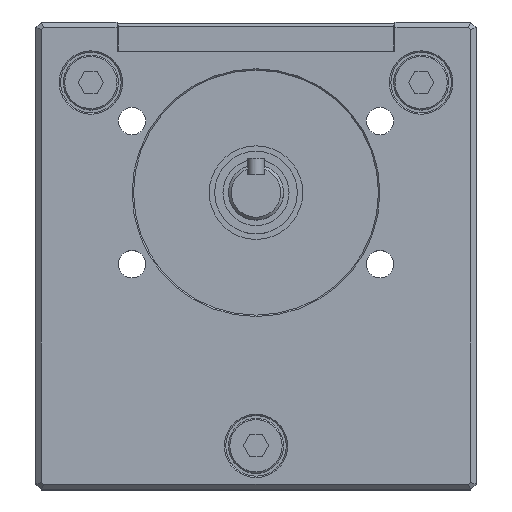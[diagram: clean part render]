
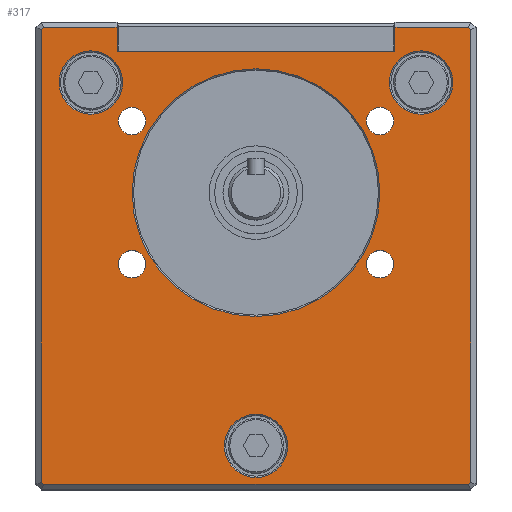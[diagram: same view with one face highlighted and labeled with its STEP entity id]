
A CAD part, top view. The second image highlights one B-rep face of the part: STEP entity #317.
In plain terms, the highlighted planar face has unit normal (0, 0, 1).
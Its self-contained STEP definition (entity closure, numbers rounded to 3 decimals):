
#317 = ADVANCED_FACE( 'NONE', ( #689, #690, #691, #692, #693, #694, #695, #696, #697 ), #698, .F. );
#689 = FACE_OUTER_BOUND( '', #1096, .T. );
#690 = FACE_BOUND( '', #1097, .T. );
#691 = FACE_BOUND( '', #1098, .T. );
#692 = FACE_BOUND( '', #1099, .T. );
#693 = FACE_BOUND( '', #1100, .T. );
#694 = FACE_BOUND( '', #1101, .T. );
#695 = FACE_BOUND( '', #1102, .T. );
#696 = FACE_BOUND( '', #1103, .T. );
#697 = FACE_BOUND( '', #1104, .T. );
#698 = PLANE( '', #1105 );
#1096 = EDGE_LOOP( '', ( #1905, #1906, #1907, #1908, #1909, #1910, #1911, #1912, #1913, #1914, #1915, #1916 ) );
#1097 = EDGE_LOOP( '', ( #1917 ) );
#1098 = EDGE_LOOP( '', ( #1918 ) );
#1099 = EDGE_LOOP( '', ( #1919 ) );
#1100 = EDGE_LOOP( '', ( #1920 ) );
#1101 = EDGE_LOOP( '', ( #1921 ) );
#1102 = EDGE_LOOP( '', ( #1922 ) );
#1103 = EDGE_LOOP( '', ( #1923 ) );
#1104 = EDGE_LOOP( '', ( #1924 ) );
#1105 = AXIS2_PLACEMENT_3D( '', #1925, #1926, #1927 );
#1905 = ORIENTED_EDGE( '', *, *, #2253, .F. );
#1906 = ORIENTED_EDGE( '', *, *, #2224, .T. );
#1907 = ORIENTED_EDGE( '', *, *, #2371, .T. );
#1908 = ORIENTED_EDGE( '', *, *, #2264, .T. );
#1909 = ORIENTED_EDGE( '', *, *, #2422, .T. );
#1910 = ORIENTED_EDGE( '', *, *, #2423, .T. );
#1911 = ORIENTED_EDGE( '', *, *, #2375, .T. );
#1912 = ORIENTED_EDGE( '', *, *, #2353, .T. );
#1913 = ORIENTED_EDGE( '', *, *, #2396, .T. );
#1914 = ORIENTED_EDGE( '', *, *, #2231, .T. );
#1915 = ORIENTED_EDGE( '', *, *, #2145, .T. );
#1916 = ORIENTED_EDGE( '', *, *, #2281, .F. );
#1917 = ORIENTED_EDGE( '', *, *, #2367, .T. );
#1918 = ORIENTED_EDGE( '', *, *, #2424, .T. );
#1919 = ORIENTED_EDGE( '', *, *, #2425, .T. );
#1920 = ORIENTED_EDGE( '', *, *, #2318, .T. );
#1921 = ORIENTED_EDGE( '', *, *, #2426, .F. );
#1922 = ORIENTED_EDGE( '', *, *, #2325, .F. );
#1923 = ORIENTED_EDGE( '', *, *, #2381, .F. );
#1924 = ORIENTED_EDGE( '', *, *, #2427, .F. );
#1925 = CARTESIAN_POINT( '', ( 0., 84., 12. ) );
#1926 = DIRECTION( '', ( 0., 0., -1. ) );
#1927 = DIRECTION( '', ( 0., -1., 0. ) );
#2145 = EDGE_CURVE( 'NONE', #2516, #2513, #2517, .T. );
#2224 = EDGE_CURVE( 'NONE', #2647, #2645, #2648, .T. );
#2231 = EDGE_CURVE( 'NONE', #2656, #2516, #2659, .T. );
#2253 = EDGE_CURVE( 'NONE', #2647, #2690, #2691, .F. );
#2264 = EDGE_CURVE( 'NONE', #2702, #2707, #2709, .T. );
#2281 = EDGE_CURVE( 'NONE', #2690, #2513, #2734, .T. );
#2318 = EDGE_CURVE( 'NONE', #2792, #2792, #2793, .T. );
#2325 = EDGE_CURVE( 'NONE', #2801, #2801, #2802, .F. );
#2353 = EDGE_CURVE( 'NONE', #2841, #2839, #2842, .T. );
#2367 = EDGE_CURVE( 'NONE', #2861, #2861, #2862, .T. );
#2371 = EDGE_CURVE( 'NONE', #2645, #2702, #2866, .T. );
#2375 = EDGE_CURVE( 'NONE', #2870, #2841, #2871, .T. );
#2381 = EDGE_CURVE( 'NONE', #2877, #2877, #2878, .F. );
#2396 = EDGE_CURVE( 'NONE', #2839, #2656, #2895, .T. );
#2422 = EDGE_CURVE( 'NONE', #2707, #2926, #2927, .T. );
#2423 = EDGE_CURVE( 'NONE', #2926, #2870, #2928, .T. );
#2424 = EDGE_CURVE( 'NONE', #2929, #2929, #2930, .T. );
#2425 = EDGE_CURVE( 'NONE', #2931, #2931, #2932, .T. );
#2426 = EDGE_CURVE( 'NONE', #2933, #2933, #2934, .F. );
#2427 = EDGE_CURVE( 'NONE', #2935, #2935, #2936, .F. );
#2513 = VERTEX_POINT( 'NONE', #3044 );
#2516 = VERTEX_POINT( 'NONE', #3048 );
#2517 = LINE( '', #3049, #3050 );
#2645 = VERTEX_POINT( 'NONE', #3223 );
#2647 = VERTEX_POINT( 'NONE', #3226 );
#2648 = LINE( '', #3227, #3228 );
#2656 = VERTEX_POINT( 'NONE', #3239 );
#2659 = LINE( '', #3244, #3245 );
#2690 = VERTEX_POINT( 'NONE', #3288 );
#2691 = LINE( '', #3289, #3290 );
#2702 = VERTEX_POINT( 'NONE', #3305 );
#2707 = VERTEX_POINT( 'NONE', #3312 );
#2709 = LINE( '', #3315, #3316 );
#2734 = LINE( '', #3355, #3356 );
#2792 = VERTEX_POINT( '', #3433 );
#2793 = CIRCLE( '', #3434, 22.5 );
#2801 = VERTEX_POINT( '', #3444 );
#2802 = CIRCLE( '', #3445, 2.5 );
#2839 = VERTEX_POINT( 'NONE', #3493 );
#2841 = VERTEX_POINT( 'NONE', #3496 );
#2842 = LINE( '', #3497, #3498 );
#2861 = VERTEX_POINT( '', #3547 );
#2862 = CIRCLE( '', #3548, 5.75 );
#2866 = LINE( '', #3553, #3554 );
#2870 = VERTEX_POINT( 'NONE', #3559 );
#2871 = LINE( '', #3560, #3561 );
#2877 = VERTEX_POINT( '', #3570 );
#2878 = CIRCLE( '', #3571, 2.5 );
#2895 = LINE( '', #3593, #3594 );
#2926 = VERTEX_POINT( 'NONE', #3636 );
#2927 = LINE( '', #3637, #3638 );
#2928 = LINE( '', #3639, #3640 );
#2929 = VERTEX_POINT( '', #3641 );
#2930 = CIRCLE( '', #3642, 5.75 );
#2931 = VERTEX_POINT( '', #3643 );
#2932 = CIRCLE( '', #3644, 5.75 );
#2933 = VERTEX_POINT( '', #3645 );
#2934 = CIRCLE( '', #3646, 2.5 );
#2935 = VERTEX_POINT( '', #3647 );
#2936 = CIRCLE( '', #3648, 2.5 );
#3044 = CARTESIAN_POINT( '', ( 25.25, 44., 12. ) );
#3048 = CARTESIAN_POINT( '', ( 38.586, 44., 12. ) );
#3049 = CARTESIAN_POINT( '', ( 0., 44., 12. ) );
#3050 = VECTOR( '', #3722, 1000. );
#3223 = CARTESIAN_POINT( '', ( -25.25, 44., 12. ) );
#3226 = CARTESIAN_POINT( '', ( -25.25, 39.7, 12. ) );
#3227 = CARTESIAN_POINT( '', ( -25.25, 84., 12. ) );
#3228 = VECTOR( '', #3811, 1000. );
#3239 = CARTESIAN_POINT( '', ( 39., 43.586, 12. ) );
#3244 = CARTESIAN_POINT( '', ( -0.707, 83.293, 12. ) );
#3245 = VECTOR( '', #3817, 1000. );
#3288 = CARTESIAN_POINT( '', ( 25.25, 39.7, 12. ) );
#3289 = CARTESIAN_POINT( '', ( -25.25, 39.7, 12. ) );
#3290 = VECTOR( '', #3836, 1000. );
#3305 = CARTESIAN_POINT( '', ( -38.586, 44., 12. ) );
#3312 = CARTESIAN_POINT( '', ( -39., 43.586, 12. ) );
#3315 = CARTESIAN_POINT( '', ( 0.707, 83.293, 12. ) );
#3316 = VECTOR( '', #3847, 1000. );
#3355 = CARTESIAN_POINT( '', ( 25.25, 39.7, 12. ) );
#3356 = VECTOR( '', #3859, 1000. );
#3433 = CARTESIAN_POINT( '', ( -22.5, 14., 12. ) );
#3434 = AXIS2_PLACEMENT_3D( '', #3897, #3898, #3899 );
#3444 = CARTESIAN_POINT( '', ( 20.017, 1., 12. ) );
#3445 = AXIS2_PLACEMENT_3D( '', #3905, #3906, #3907 );
#3493 = CARTESIAN_POINT( '', ( 39., -38.586, 12. ) );
#3496 = CARTESIAN_POINT( '', ( 38.586, -39., 12. ) );
#3497 = CARTESIAN_POINT( '', ( 80.793, 3.207, 12. ) );
#3498 = VECTOR( '', #3938, 1000. );
#3547 = CARTESIAN_POINT( '', ( -5.75, -32., 12. ) );
#3548 = AXIS2_PLACEMENT_3D( '', #3953, #3954, #3955 );
#3553 = CARTESIAN_POINT( '', ( 0., 44., 12. ) );
#3554 = VECTOR( '', #3957, 1000. );
#3559 = CARTESIAN_POINT( '', ( -38.586, -39., 12. ) );
#3560 = CARTESIAN_POINT( '', ( 0., -39., 12. ) );
#3561 = VECTOR( '', #3959, 1000. );
#3570 = CARTESIAN_POINT( '', ( -25.017, 1., 12. ) );
#3571 = AXIS2_PLACEMENT_3D( '', #3963, #3964, #3965 );
#3593 = CARTESIAN_POINT( '', ( 39., 84., 12. ) );
#3594 = VECTOR( '', #3977, 1000. );
#3636 = CARTESIAN_POINT( '', ( -39., -38.586, 12. ) );
#3637 = CARTESIAN_POINT( '', ( -39., 84., 12. ) );
#3638 = VECTOR( '', #3995, 1000. );
#3639 = CARTESIAN_POINT( '', ( -80.793, 3.207, 12. ) );
#3640 = VECTOR( '', #3996, 1000. );
#3641 = CARTESIAN_POINT( '', ( 24.25, 34., 12. ) );
#3642 = AXIS2_PLACEMENT_3D( '', #3997, #3998, #3999 );
#3643 = CARTESIAN_POINT( '', ( -35.75, 34., 12. ) );
#3644 = AXIS2_PLACEMENT_3D( '', #4000, #4001, #4002 );
#3645 = CARTESIAN_POINT( '', ( 20.017, 27., 12. ) );
#3646 = AXIS2_PLACEMENT_3D( '', #4003, #4004, #4005 );
#3647 = CARTESIAN_POINT( '', ( -25.017, 27., 12. ) );
#3648 = AXIS2_PLACEMENT_3D( '', #4006, #4007, #4008 );
#3722 = DIRECTION( '', ( -1., 0., 0. ) );
#3811 = DIRECTION( '', ( 0., 1., 0. ) );
#3817 = DIRECTION( '', ( -0.707, 0.707, 0. ) );
#3836 = DIRECTION( '', ( -1., 0., 0. ) );
#3847 = DIRECTION( '', ( -0.707, -0.707, 0. ) );
#3859 = DIRECTION( '', ( 0., 1., 0. ) );
#3897 = CARTESIAN_POINT( '', ( 0., 14., 12. ) );
#3898 = DIRECTION( '', ( 0., 0., -1. ) );
#3899 = DIRECTION( '', ( -1., 0., 0. ) );
#3905 = CARTESIAN_POINT( '', ( 22.517, 1., 12. ) );
#3906 = DIRECTION( '', ( 0., 0., -1. ) );
#3907 = DIRECTION( '', ( -1., 0., 0. ) );
#3938 = DIRECTION( '', ( 0.707, 0.707, 0. ) );
#3953 = CARTESIAN_POINT( '', ( 0., -32., 12. ) );
#3954 = DIRECTION( '', ( 0., 0., -1. ) );
#3955 = DIRECTION( '', ( -1., 0., 0. ) );
#3957 = DIRECTION( '', ( -1., 0., 0. ) );
#3959 = DIRECTION( '', ( 1., 0., 0. ) );
#3963 = CARTESIAN_POINT( '', ( -22.517, 1., 12. ) );
#3964 = DIRECTION( '', ( 0., 0., -1. ) );
#3965 = DIRECTION( '', ( -1., 0., 0. ) );
#3977 = DIRECTION( '', ( 0., 1., 0. ) );
#3995 = DIRECTION( '', ( 0., -1., 0. ) );
#3996 = DIRECTION( '', ( 0.707, -0.707, 0. ) );
#3997 = CARTESIAN_POINT( '', ( 30., 34., 12. ) );
#3998 = DIRECTION( '', ( 0., 0., -1. ) );
#3999 = DIRECTION( '', ( -1., 0., 0. ) );
#4000 = CARTESIAN_POINT( '', ( -30., 34., 12. ) );
#4001 = DIRECTION( '', ( 0., 0., -1. ) );
#4002 = DIRECTION( '', ( -1., 0., 0. ) );
#4003 = CARTESIAN_POINT( '', ( 22.517, 27., 12. ) );
#4004 = DIRECTION( '', ( 0., 0., -1. ) );
#4005 = DIRECTION( '', ( -1., 0., 0. ) );
#4006 = CARTESIAN_POINT( '', ( -22.517, 27., 12. ) );
#4007 = DIRECTION( '', ( 0., 0., -1. ) );
#4008 = DIRECTION( '', ( -1., 0., 0. ) );
